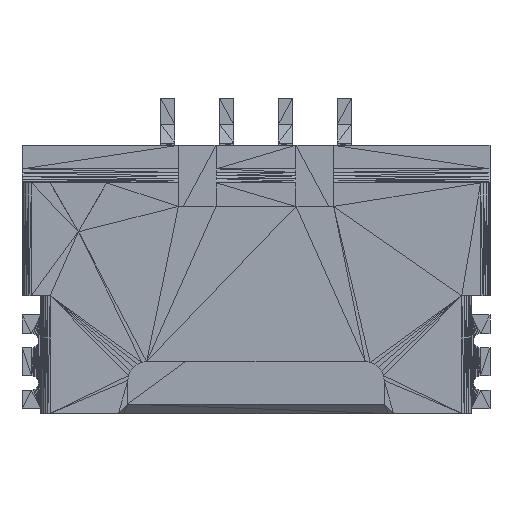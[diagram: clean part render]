
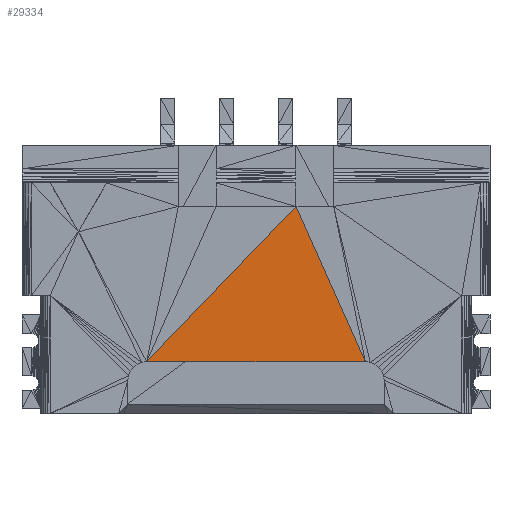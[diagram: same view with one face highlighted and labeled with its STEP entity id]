
A CAD part, top view. The second image highlights one B-rep face of the part: STEP entity #29334.
In plain terms, the highlighted planar face has unit normal (0, 0, 1).
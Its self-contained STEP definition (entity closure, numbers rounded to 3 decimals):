
#1792=FACE_OUTER_BOUND('',#4296,.T.);
#4296=EDGE_LOOP('',(#22872,#22873,#22874));
#7834=LINE('',#46965,#11590);
#7839=LINE('',#46974,#11595);
#7840=LINE('',#46976,#11596);
#11590=VECTOR('',#38940,1.);
#11595=VECTOR('',#38951,1.);
#11596=VECTOR('',#38954,1.);
#13094=VERTEX_POINT('',#44296);
#13379=VERTEX_POINT('',#45918);
#13565=VERTEX_POINT('',#46951);
#16596=EDGE_CURVE('',#13565,#13094,#7834,.T.);
#16601=EDGE_CURVE('',#13094,#13379,#7839,.T.);
#16602=EDGE_CURVE('',#13565,#13379,#7840,.T.);
#22872=ORIENTED_EDGE('',*,*,#16602,.T.);
#22873=ORIENTED_EDGE('',*,*,#16601,.F.);
#22874=ORIENTED_EDGE('',*,*,#16596,.F.);
#26830=PLANE('',#31852);
#29334=ADVANCED_FACE('',(#1792),#26830,.T.);
#31852=AXIS2_PLACEMENT_3D('',#46975,#38952,#38953);
#38940=DIRECTION('',(0.693,0.721,0.));
#38951=DIRECTION('',(0.408,-0.913,0.));
#38952=DIRECTION('center_axis',(0.,0.,1.));
#38953=DIRECTION('ref_axis',(1.,0.,0.));
#38954=DIRECTION('',(1.,0.,0.));
#44296=CARTESIAN_POINT('',(-4.125,-1.3,2.3));
#45918=CARTESIAN_POINT('',(-2.65,-4.6,2.3));
#46951=CARTESIAN_POINT('',(-7.3,-4.6,2.3));
#46965=CARTESIAN_POINT('',(-7.3,-4.6,2.3));
#46974=CARTESIAN_POINT('',(-4.125,-1.3,2.3));
#46975=CARTESIAN_POINT('Origin',(-4.125,-1.3,2.3));
#46976=CARTESIAN_POINT('',(-7.3,-4.6,2.3));
